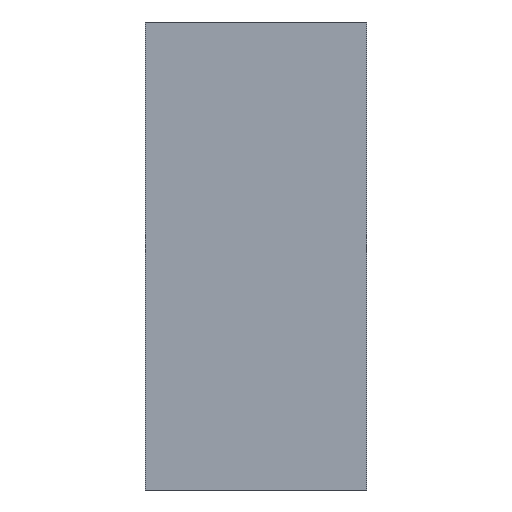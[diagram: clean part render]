
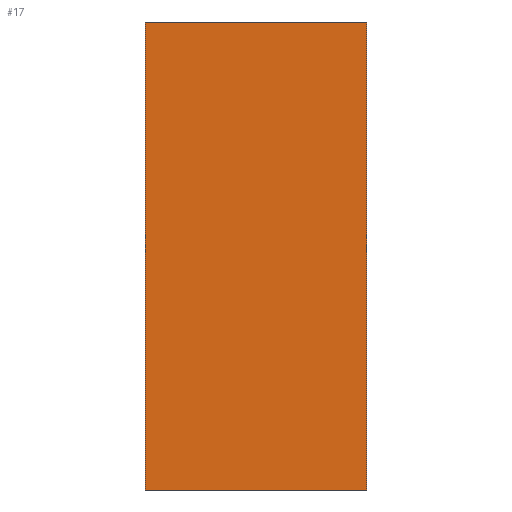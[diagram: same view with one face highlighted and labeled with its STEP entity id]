
A CAD part, left-side view. The second image highlights one B-rep face of the part: STEP entity #17.
In plain terms, the highlighted planar face has unit normal (-1, 0, 0).
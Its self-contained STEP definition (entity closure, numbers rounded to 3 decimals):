
#17 = ADVANCED_FACE('',(#18),#32,.F.);
#18 = FACE_BOUND('',#19,.F.);
#19 = EDGE_LOOP('',(#20,#55,#81,#109));
#20 = ORIENTED_EDGE('',*,*,#21,.F.);
#21 = EDGE_CURVE('',#22,#24,#26,.T.);
#22 = VERTEX_POINT('',#23);
#23 = CARTESIAN_POINT('',(25.289,32.68,0.));
#24 = VERTEX_POINT('',#25);
#25 = CARTESIAN_POINT('',(25.289,32.68,
    48.767));
#26 = SURFACE_CURVE('',#27,(#31,#43),.PCURVE_S1.);
#27 = LINE('',#28,#29);
#28 = CARTESIAN_POINT('',(25.289,32.68,
    -6.865));
#29 = VECTOR('',#30,1.);
#30 = DIRECTION('',(0.,0.,1.));
#31 = PCURVE('',#32,#37);
#32 = PLANE('',#33);
#33 = AXIS2_PLACEMENT_3D('',#34,#35,#36);
#34 = CARTESIAN_POINT('',(25.289,32.68,
    -6.865));
#35 = DIRECTION('',(1.,0.,-0.));
#36 = DIRECTION('',(0.,0.,1.));
#37 = DEFINITIONAL_REPRESENTATION('',(#38),#42);
#38 = LINE('',#39,#40);
#39 = CARTESIAN_POINT('',(0.,0.));
#40 = VECTOR('',#41,1.);
#41 = DIRECTION('',(1.,0.));
#42 = ( GEOMETRIC_REPRESENTATION_CONTEXT(2) 
PARAMETRIC_REPRESENTATION_CONTEXT() REPRESENTATION_CONTEXT('2D SPACE',''
  ) );
#43 = PCURVE('',#44,#49);
#44 = PLANE('',#45);
#45 = AXIS2_PLACEMENT_3D('',#46,#47,#48);
#46 = CARTESIAN_POINT('',(25.289,32.68,
    -6.865));
#47 = DIRECTION('',(-0.,1.,0.));
#48 = DIRECTION('',(0.,0.,1.));
#49 = DEFINITIONAL_REPRESENTATION('',(#50),#54);
#50 = LINE('',#51,#52);
#51 = CARTESIAN_POINT('',(0.,0.));
#52 = VECTOR('',#53,1.);
#53 = DIRECTION('',(1.,0.));
#54 = ( GEOMETRIC_REPRESENTATION_CONTEXT(2) 
PARAMETRIC_REPRESENTATION_CONTEXT() REPRESENTATION_CONTEXT('2D SPACE',''
  ) );
#55 = ORIENTED_EDGE('',*,*,#56,.F.);
#56 = EDGE_CURVE('',#57,#22,#59,.T.);
#57 = VERTEX_POINT('',#58);
#58 = CARTESIAN_POINT('',(25.289,55.717,0.));
#59 = SURFACE_CURVE('',#60,(#64,#70),.PCURVE_S1.);
#60 = LINE('',#61,#62);
#61 = CARTESIAN_POINT('',(25.289,7.68,0.));
#62 = VECTOR('',#63,1.);
#63 = DIRECTION('',(0.,-1.,0.));
#64 = PCURVE('',#32,#65);
#65 = DEFINITIONAL_REPRESENTATION('',(#66),#69);
#66 = B_SPLINE_CURVE_WITH_KNOTS('',1,(#67,#68),.UNSPECIFIED.,.F.,.F.,(2,
    2),(-48.037,-25.),.PIECEWISE_BEZIER_KNOTS.);
#67 = CARTESIAN_POINT('',(6.865,-23.037));
#68 = CARTESIAN_POINT('',(6.865,0.));
#69 = ( GEOMETRIC_REPRESENTATION_CONTEXT(2) 
PARAMETRIC_REPRESENTATION_CONTEXT() REPRESENTATION_CONTEXT('2D SPACE',''
  ) );
#70 = PCURVE('',#71,#76);
#71 = PLANE('',#72);
#72 = AXIS2_PLACEMENT_3D('',#73,#74,#75);
#73 = CARTESIAN_POINT('',(-24.711,-17.32,0.));
#74 = DIRECTION('',(0.,0.,1.));
#75 = DIRECTION('',(1.,0.,-0.));
#76 = DEFINITIONAL_REPRESENTATION('',(#77),#80);
#77 = B_SPLINE_CURVE_WITH_KNOTS('',1,(#78,#79),.UNSPECIFIED.,.F.,.F.,(2,
    2),(-48.037,-25.),.PIECEWISE_BEZIER_KNOTS.);
#78 = CARTESIAN_POINT('',(50.,73.037));
#79 = CARTESIAN_POINT('',(50.,50.));
#80 = ( GEOMETRIC_REPRESENTATION_CONTEXT(2) 
PARAMETRIC_REPRESENTATION_CONTEXT() REPRESENTATION_CONTEXT('2D SPACE',''
  ) );
#81 = ORIENTED_EDGE('',*,*,#82,.T.);
#82 = EDGE_CURVE('',#57,#83,#85,.T.);
#83 = VERTEX_POINT('',#84);
#84 = CARTESIAN_POINT('',(25.289,55.717,
    48.767));
#85 = SURFACE_CURVE('',#86,(#90,#97),.PCURVE_S1.);
#86 = LINE('',#87,#88);
#87 = CARTESIAN_POINT('',(25.289,55.717,
    -6.865));
#88 = VECTOR('',#89,1.);
#89 = DIRECTION('',(0.,0.,1.));
#90 = PCURVE('',#32,#91);
#91 = DEFINITIONAL_REPRESENTATION('',(#92),#96);
#92 = LINE('',#93,#94);
#93 = CARTESIAN_POINT('',(0.,-23.037));
#94 = VECTOR('',#95,1.);
#95 = DIRECTION('',(1.,0.));
#96 = ( GEOMETRIC_REPRESENTATION_CONTEXT(2) 
PARAMETRIC_REPRESENTATION_CONTEXT() REPRESENTATION_CONTEXT('2D SPACE',''
  ) );
#97 = PCURVE('',#98,#103);
#98 = PLANE('',#99);
#99 = AXIS2_PLACEMENT_3D('',#100,#101,#102);
#100 = CARTESIAN_POINT('',(25.289,55.717,
    -6.865));
#101 = DIRECTION('',(-0.,1.,0.));
#102 = DIRECTION('',(0.,0.,1.));
#103 = DEFINITIONAL_REPRESENTATION('',(#104),#108);
#104 = LINE('',#105,#106);
#105 = CARTESIAN_POINT('',(0.,0.));
#106 = VECTOR('',#107,1.);
#107 = DIRECTION('',(1.,0.));
#108 = ( GEOMETRIC_REPRESENTATION_CONTEXT(2) 
PARAMETRIC_REPRESENTATION_CONTEXT() REPRESENTATION_CONTEXT('2D SPACE',''
  ) );
#109 = ORIENTED_EDGE('',*,*,#110,.F.);
#110 = EDGE_CURVE('',#24,#83,#111,.T.);
#111 = SURFACE_CURVE('',#112,(#116,#123),.PCURVE_S1.);
#112 = LINE('',#113,#114);
#113 = CARTESIAN_POINT('',(25.289,32.68,
    48.767));
#114 = VECTOR('',#115,1.);
#115 = DIRECTION('',(-0.,1.,0.));
#116 = PCURVE('',#32,#117);
#117 = DEFINITIONAL_REPRESENTATION('',(#118),#122);
#118 = LINE('',#119,#120);
#119 = CARTESIAN_POINT('',(55.632,0.));
#120 = VECTOR('',#121,1.);
#121 = DIRECTION('',(0.,-1.));
#122 = ( GEOMETRIC_REPRESENTATION_CONTEXT(2) 
PARAMETRIC_REPRESENTATION_CONTEXT() REPRESENTATION_CONTEXT('2D SPACE',''
  ) );
#123 = PCURVE('',#124,#129);
#124 = PLANE('',#125);
#125 = AXIS2_PLACEMENT_3D('',#126,#127,#128);
#126 = CARTESIAN_POINT('',(25.289,32.68,
    48.767));
#127 = DIRECTION('',(0.,0.,1.));
#128 = DIRECTION('',(1.,0.,-0.));
#129 = DEFINITIONAL_REPRESENTATION('',(#130),#134);
#130 = LINE('',#131,#132);
#131 = CARTESIAN_POINT('',(0.,0.));
#132 = VECTOR('',#133,1.);
#133 = DIRECTION('',(0.,1.));
#134 = ( GEOMETRIC_REPRESENTATION_CONTEXT(2) 
PARAMETRIC_REPRESENTATION_CONTEXT() REPRESENTATION_CONTEXT('2D SPACE',''
  ) );
